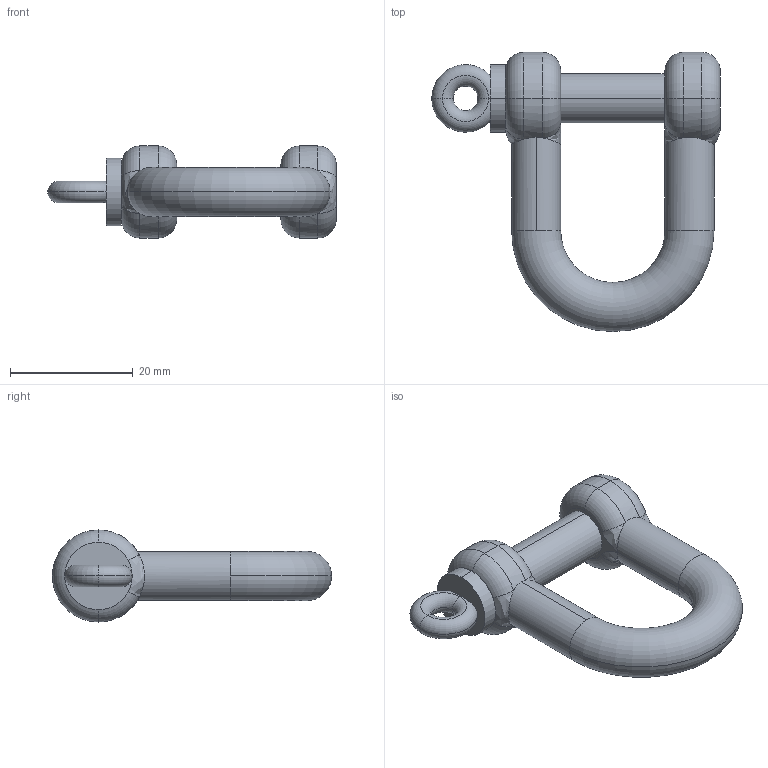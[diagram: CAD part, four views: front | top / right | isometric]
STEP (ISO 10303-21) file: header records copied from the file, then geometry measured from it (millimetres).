
FILE_DESCRIPTION (( 'STEP AP203' ), '1' );
FILE_NAME ('B-1110-3.STEP', '2009-03-12T04:31:52', ( ' ' ), ( ' ' ), 'SwSTEP 2.0', 'SolidWorks 2007', '' );
FILE_SCHEMA (( 'CONFIG_CONTROL_DESIGN' ));
Length unit declared in the file: millimetre
Products named in the file (3): B-1110-3僔儍僼僩__棉太倌; B-1110-3僼僢僋__棉太倌; B-1110-3
Assembly tree (2 placements, depth 2):
  B-1110-3
    B-1110-3僼僢僋__棉太倌
    B-1110-3僔儍僼僩__棉太倌
Bounding box: 47 x 45.5 x 15 mm (x, y, z)
Volume: 7587 mm3; surface area: 4545.1 mm2
Topology: 2 solids, 2 shells, 53 faces, 123 edges, 70 vertices
Faces by surface type: torus 22, cylinder 18, plane 7, bspline 6
Entity records: 2497 total; most frequent: CARTESIAN_POINT 1008, DIRECTION 280, ORIENTED_EDGE 238, AXIS2_PLACEMENT_3D 132, EDGE_CURVE 119, CIRCLE 80, VERTEX_POINT 70, EDGE_LOOP 59
